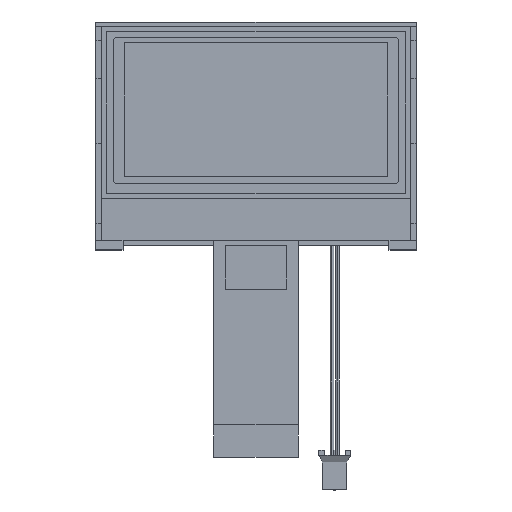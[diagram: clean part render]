
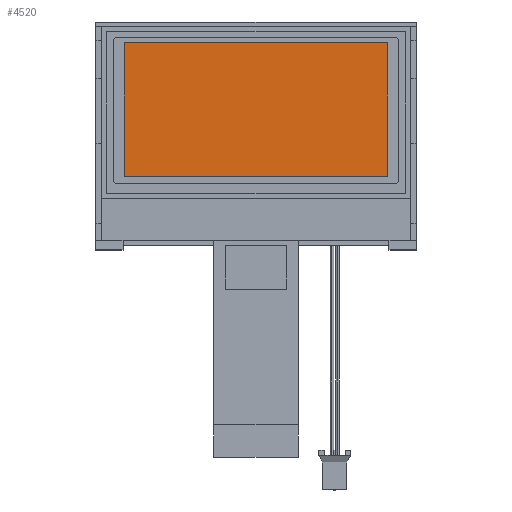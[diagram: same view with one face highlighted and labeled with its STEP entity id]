
A CAD part, top view. The second image highlights one B-rep face of the part: STEP entity #4520.
In plain terms, the highlighted planar face has unit normal (0, 0, 1).
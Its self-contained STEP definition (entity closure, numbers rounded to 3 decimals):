
#65 = VERTEX_POINT ( 'NONE', #3795 ) ;
#496 = VERTEX_POINT ( 'NONE', #2833 ) ;
#498 = DIRECTION ( 'NONE',  ( 0., 0., 1. ) ) ;
#545 = DIRECTION ( 'NONE',  ( 0., -1., 0. ) ) ;
#603 = LINE ( 'NONE', #5487, #4527 ) ;
#623 = VERTEX_POINT ( 'NONE', #1332 ) ;
#704 = VECTOR ( 'NONE', #3212, 1000. ) ;
#1332 = CARTESIAN_POINT ( 'NONE',  ( 24.3, -7.47, 4.902 ) ) ;
#1377 = EDGE_CURVE ( 'NONE', #65, #623, #3068, .T. ) ;
#1549 = ORIENTED_EDGE ( 'NONE', *, *, #1377, .T. ) ;
#1945 = ORIENTED_EDGE ( 'NONE', *, *, #5725, .T. ) ;
#2079 = EDGE_CURVE ( 'NONE', #623, #4338, #603, .T. ) ;
#2159 = VECTOR ( 'NONE', #545, 1000. ) ;
#2487 = FACE_OUTER_BOUND ( 'NONE', #4576, .T. ) ;
#2748 = CARTESIAN_POINT ( 'NONE',  ( -24.31, -7.47, 4.902 ) ) ;
#2833 = CARTESIAN_POINT ( 'NONE',  ( -24.31, 17.2, 4.902 ) ) ;
#3068 = LINE ( 'NONE', #2748, #4269 ) ;
#3212 = DIRECTION ( 'NONE',  ( -1., 0., 0. ) ) ;
#3497 = EDGE_CURVE ( 'NONE', #4338, #496, #4628, .T. ) ;
#3532 = LINE ( 'NONE', #6148, #2159 ) ;
#3563 = CARTESIAN_POINT ( 'NONE',  ( 0., 0., 4.902 ) ) ;
#3795 = CARTESIAN_POINT ( 'NONE',  ( -24.31, -7.47, 4.902 ) ) ;
#3933 = DIRECTION ( 'NONE',  ( 0., 1., 0. ) ) ;
#4053 = PLANE ( 'NONE',  #4417 ) ;
#4070 = DIRECTION ( 'NONE',  ( 1., 0., 0. ) ) ;
#4269 = VECTOR ( 'NONE', #5697, 1000. ) ;
#4338 = VERTEX_POINT ( 'NONE', #5689 ) ;
#4417 = AXIS2_PLACEMENT_3D ( 'NONE', #3563, #498, #4070 ) ;
#4520 = ADVANCED_FACE ( 'NONE', ( #2487 ), #4053, .T. ) ;
#4527 = VECTOR ( 'NONE', #3933, 1000. ) ;
#4576 = EDGE_LOOP ( 'NONE', ( #1945, #1549, #5109, #6588 ) ) ;
#4628 = LINE ( 'NONE', #6255, #704 ) ;
#5109 = ORIENTED_EDGE ( 'NONE', *, *, #2079, .T. ) ;
#5487 = CARTESIAN_POINT ( 'NONE',  ( 24.3, -7.47, 4.902 ) ) ;
#5689 = CARTESIAN_POINT ( 'NONE',  ( 24.3, 17.2, 4.902 ) ) ;
#5697 = DIRECTION ( 'NONE',  ( 1., 0., 0. ) ) ;
#5725 = EDGE_CURVE ( 'NONE', #496, #65, #3532, .T. ) ;
#6148 = CARTESIAN_POINT ( 'NONE',  ( -24.31, 17.2, 4.902 ) ) ;
#6255 = CARTESIAN_POINT ( 'NONE',  ( -24.31, 17.2, 4.902 ) ) ;
#6588 = ORIENTED_EDGE ( 'NONE', *, *, #3497, .T. ) ;
